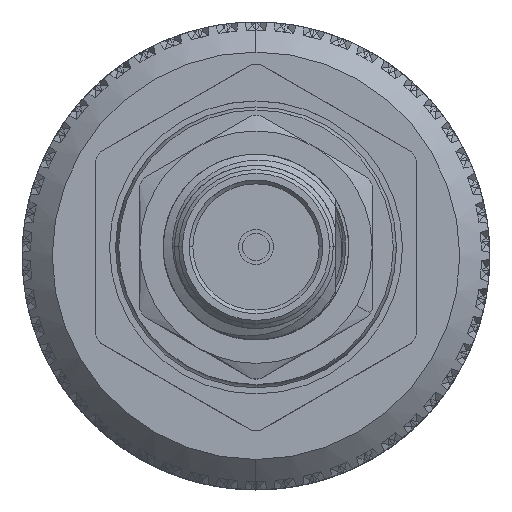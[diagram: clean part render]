
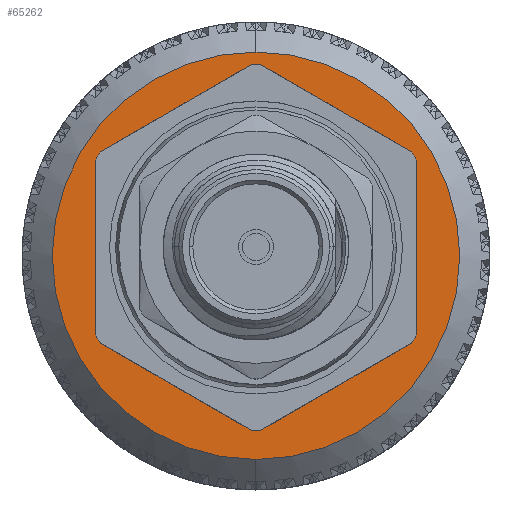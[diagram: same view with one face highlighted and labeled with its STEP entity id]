
A CAD part, top view. The second image highlights one B-rep face of the part: STEP entity #65262.
In plain terms, the highlighted face is planar.
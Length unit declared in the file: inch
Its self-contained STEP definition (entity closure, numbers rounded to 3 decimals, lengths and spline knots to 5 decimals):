
#620 = DIRECTION ( 'NONE',  ( 1., 0., 0. ) ) ;
#1902 = EDGE_CURVE ( 'NONE', #69349, #110439, #93673, .T. ) ;
#4147 = DIRECTION ( 'NONE',  ( 1., 0., 0. ) ) ;
#5309 = DIRECTION ( 'NONE',  ( 0., 1., 0. ) ) ;
#6224 = DIRECTION ( 'NONE',  ( 1., 0., 0. ) ) ;
#17520 = DIRECTION ( 'NONE',  ( 0., 1., 0. ) ) ;
#26794 = DIRECTION ( 'NONE',  ( 0., 1., 0. ) ) ;
#31855 = CIRCLE ( 'NONE', #94636, 0.19438 ) ;
#35460 = CARTESIAN_POINT ( 'NONE',  ( 0.73971, 0., 0. ) ) ;
#36260 = EDGE_LOOP ( 'NONE', ( #59253, #74795 ) ) ;
#37142 = CARTESIAN_POINT ( 'NONE',  ( 0.73971, -0.19438, 0. ) ) ;
#39347 = EDGE_LOOP ( 'NONE', ( #76704, #70916 ) ) ;
#40580 = CARTESIAN_POINT ( 'NONE',  ( 0.73971, 0., 0. ) ) ;
#41814 = VERTEX_POINT ( 'NONE', #115898 ) ;
#43292 = FACE_BOUND ( 'NONE', #39347, .T. ) ;
#46274 = AXIS2_PLACEMENT_3D ( 'NONE', #35460, #53628, #116948 ) ;
#52059 = CARTESIAN_POINT ( 'NONE',  ( 0.73971, 0., 0. ) ) ;
#53628 = DIRECTION ( 'NONE',  ( 1., 0., 0. ) ) ;
#59253 = ORIENTED_EDGE ( 'NONE', *, *, #1902, .T. ) ;
#65262 = ADVANCED_FACE ( 'NONE', ( #84391, #43292 ), #100004, .T. ) ;
#66048 = EDGE_CURVE ( 'NONE', #41814, #88836, #68722, .T. ) ;
#68722 = CIRCLE ( 'NONE', #90438, 0.19438 ) ;
#68818 = EDGE_CURVE ( 'NONE', #88836, #41814, #31855, .T. ) ;
#69349 = VERTEX_POINT ( 'NONE', #99823 ) ;
#70367 = DIRECTION ( 'NONE',  ( 0., 1., 0. ) ) ;
#70916 = ORIENTED_EDGE ( 'NONE', *, *, #68818, .F. ) ;
#71630 = EDGE_CURVE ( 'NONE', #110439, #69349, #87029, .T. ) ;
#74795 = ORIENTED_EDGE ( 'NONE', *, *, #71630, .T. ) ;
#76704 = ORIENTED_EDGE ( 'NONE', *, *, #66048, .F. ) ;
#78307 = CARTESIAN_POINT ( 'NONE',  ( 0.73971, 0., 0. ) ) ;
#84391 = FACE_OUTER_BOUND ( 'NONE', #36260, .T. ) ;
#87029 = CIRCLE ( 'NONE', #46274, 0.27445 ) ;
#88836 = VERTEX_POINT ( 'NONE', #37142 ) ;
#90438 = AXIS2_PLACEMENT_3D ( 'NONE', #52059, #94462, #17520 ) ;
#93673 = CIRCLE ( 'NONE', #103149, 0.27445 ) ;
#94462 = DIRECTION ( 'NONE',  ( 1., 0., 0. ) ) ;
#94636 = AXIS2_PLACEMENT_3D ( 'NONE', #40580, #4147, #5309 ) ;
#99823 = CARTESIAN_POINT ( 'NONE',  ( 0.73971, -0.27445, 0. ) ) ;
#100004 = PLANE ( 'NONE',  #104842 ) ;
#103149 = AXIS2_PLACEMENT_3D ( 'NONE', #78307, #6224, #70367 ) ;
#104842 = AXIS2_PLACEMENT_3D ( 'NONE', #109121, #620, #26794 ) ;
#106086 = CARTESIAN_POINT ( 'NONE',  ( 0.73971, 0.27445, 0. ) ) ;
#109121 = CARTESIAN_POINT ( 'NONE',  ( 0.73971, 0.27445, 0. ) ) ;
#110439 = VERTEX_POINT ( 'NONE', #106086 ) ;
#115898 = CARTESIAN_POINT ( 'NONE',  ( 0.73971, 0.19438, 0. ) ) ;
#116948 = DIRECTION ( 'NONE',  ( 0., 1., 0. ) ) ;
